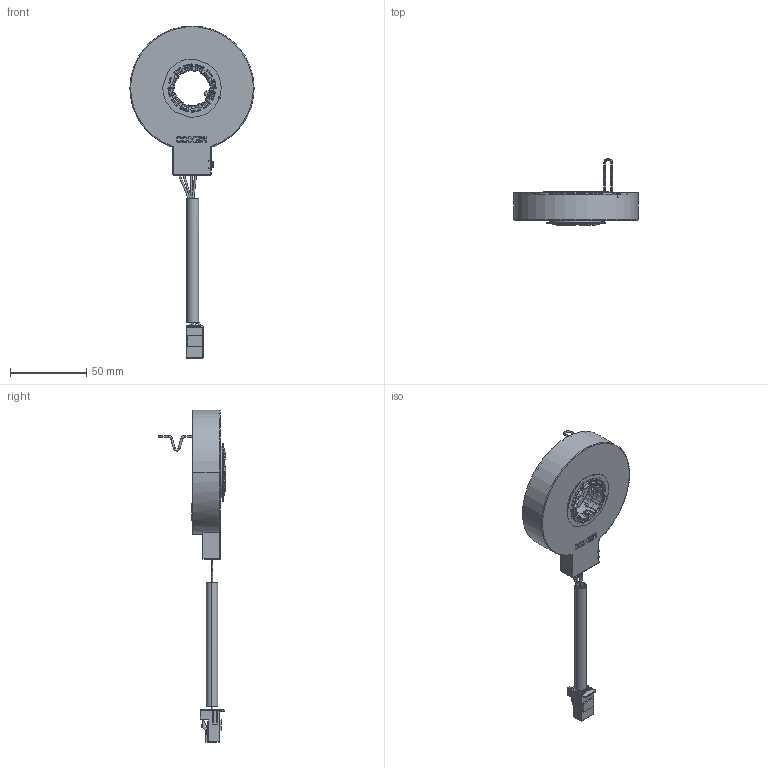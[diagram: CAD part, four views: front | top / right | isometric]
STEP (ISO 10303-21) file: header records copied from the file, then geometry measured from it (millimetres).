
FILE_DESCRIPTION((''),'2;1');
FILE_NAME('SX-4432A_SW0001','2012-03-13T',('BMozley'),(''),'PRO/ENGINEER BY PARAMETRIC TECHNOLOGY CORPORATION, 2011490','PRO/ENGINEER BY PARAMETRIC TECHNOLOGY CORPORATION, 2011490','');
FILE_SCHEMA(('CONFIG_CONTROL_DESIGN'));
Length unit declared in the file: inch
Products named in the file (1): SX-4432A_SW0001
Bounding box: 81.28 x 43.88 x 217.22 mm (x, y, z)
Volume: 88318.1 mm3; surface area: 31858 mm2
Topology: 4 solids, 4 shells, 1837 faces, 4999 edges, 3133 vertices
Faces by surface type: plane 839, cylinder 628, torus 145, sphere 90, cone 72, bspline 63
Entity records: 66501 total; most frequent: CARTESIAN_POINT 20331, ORIENTED_EDGE 9998, DIRECTION 9416, EDGE_CURVE 4999, AXIS2_PLACEMENT_3D 3348, VERTEX_POINT 3133, VECTOR 2720, LINE 2720
